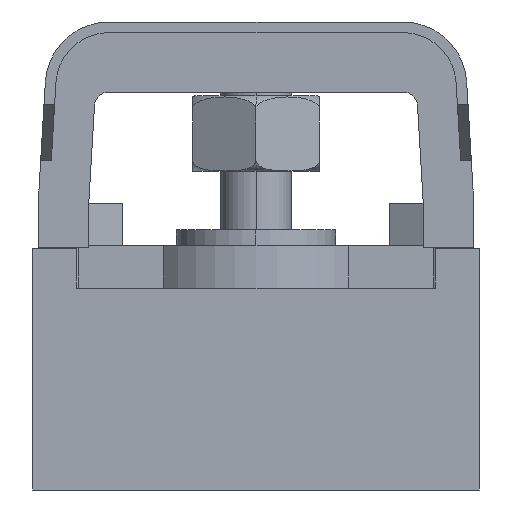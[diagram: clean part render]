
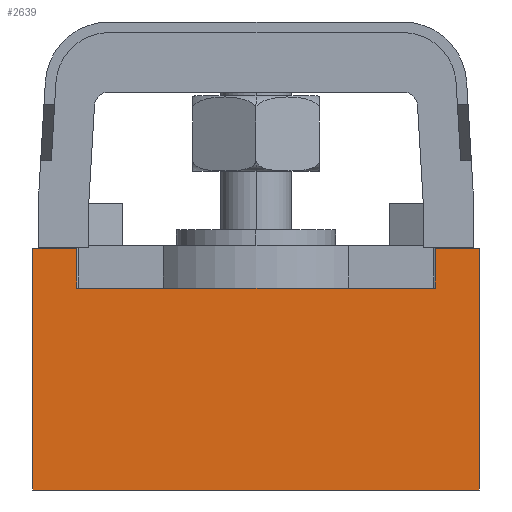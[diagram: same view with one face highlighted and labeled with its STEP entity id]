
A CAD part, left-side view. The second image highlights one B-rep face of the part: STEP entity #2639.
In plain terms, the highlighted planar face has unit normal (-1, 0, 0).
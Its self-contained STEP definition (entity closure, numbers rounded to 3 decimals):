
#98=DIRECTION('',(0.,-1.,0.));
#99=VECTOR('',#98,8.3);
#100=CARTESIAN_POINT('',(-52.,42.,45.5));
#101=LINE('',#100,#99);
#102=DIRECTION('',(0.,-1.,0.));
#103=VECTOR('',#102,67.4);
#104=CARTESIAN_POINT('',(-52.,33.7,38.));
#105=LINE('',#104,#103);
#106=DIRECTION('',(0.,0.,1.));
#107=VECTOR('',#106,7.5);
#108=CARTESIAN_POINT('',(-52.,-33.7,38.));
#109=LINE('',#108,#107);
#110=DIRECTION('',(0.,-1.,0.));
#111=VECTOR('',#110,8.3);
#112=CARTESIAN_POINT('',(-52.,-33.7,45.5));
#113=LINE('',#112,#111);
#114=DIRECTION('',(0.,0.,-1.));
#115=VECTOR('',#114,45.5);
#116=CARTESIAN_POINT('',(-52.,-42.,45.5));
#117=LINE('',#116,#115);
#118=DIRECTION('',(0.,1.,0.));
#119=VECTOR('',#118,84.);
#120=CARTESIAN_POINT('',(-52.,-42.,0.));
#121=LINE('',#120,#119);
#134=DIRECTION('',(0.,0.,-1.));
#135=VECTOR('',#134,45.5);
#136=CARTESIAN_POINT('',(-52.,42.,45.5));
#137=LINE('',#136,#135);
#720=DIRECTION('',(0.,0.,1.));
#721=VECTOR('',#720,7.5);
#722=CARTESIAN_POINT('',(-52.,33.7,38.));
#723=LINE('',#722,#721);
#2018=CARTESIAN_POINT('',(-52.,33.7,38.));
#2019=CARTESIAN_POINT('',(-52.,-33.7,38.));
#2020=VERTEX_POINT('',#2018);
#2021=VERTEX_POINT('',#2019);
#2072=CARTESIAN_POINT('',(-52.,42.,45.5));
#2073=CARTESIAN_POINT('',(-52.,33.7,45.5));
#2074=VERTEX_POINT('',#2072);
#2075=VERTEX_POINT('',#2073);
#2076=CARTESIAN_POINT('',(-52.,-33.7,45.5));
#2077=VERTEX_POINT('',#2076);
#2078=CARTESIAN_POINT('',(-52.,-42.,45.5));
#2079=VERTEX_POINT('',#2078);
#2080=CARTESIAN_POINT('',(-52.,-42.,0.));
#2081=VERTEX_POINT('',#2080);
#2082=CARTESIAN_POINT('',(-52.,42.,0.));
#2083=VERTEX_POINT('',#2082);
#2617=CARTESIAN_POINT('',(-52.,42.,0.));
#2618=DIRECTION('',(-1.,0.,0.));
#2619=DIRECTION('',(0.,-1.,0.));
#2620=AXIS2_PLACEMENT_3D('',#2617,#2618,#2619);
#2621=PLANE('',#2620);
#2623=ORIENTED_EDGE('',*,*,#2622,.T.);
#2625=ORIENTED_EDGE('',*,*,#2624,.F.);
#2626=ORIENTED_EDGE('',*,*,#2553,.T.);
#2628=ORIENTED_EDGE('',*,*,#2627,.T.);
#2630=ORIENTED_EDGE('',*,*,#2629,.T.);
#2632=ORIENTED_EDGE('',*,*,#2631,.T.);
#2634=ORIENTED_EDGE('',*,*,#2633,.T.);
#2636=ORIENTED_EDGE('',*,*,#2635,.F.);
#2637=EDGE_LOOP('',(#2623,#2625,#2626,#2628,#2630,#2632,#2634,#2636));
#2638=FACE_OUTER_BOUND('',#2637,.F.);
#2639=ADVANCED_FACE('',(#2638),#2621,.T.);
#2553=EDGE_CURVE('',#2020,#2021,#105,.T.);
#2622=EDGE_CURVE('',#2074,#2075,#101,.T.);
#2624=EDGE_CURVE('',#2020,#2075,#723,.T.);
#2627=EDGE_CURVE('',#2021,#2077,#109,.T.);
#2629=EDGE_CURVE('',#2077,#2079,#113,.T.);
#2631=EDGE_CURVE('',#2079,#2081,#117,.T.);
#2633=EDGE_CURVE('',#2081,#2083,#121,.T.);
#2635=EDGE_CURVE('',#2074,#2083,#137,.T.);
